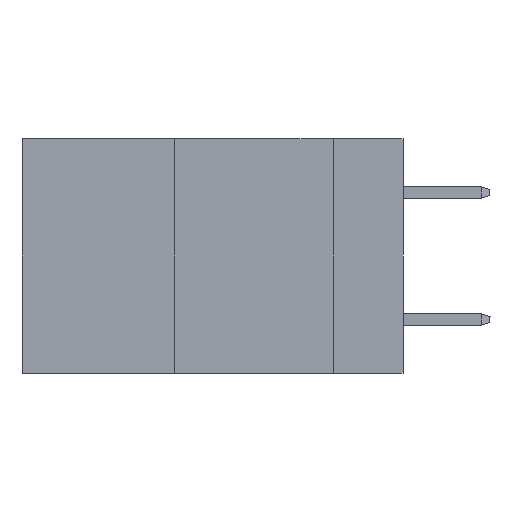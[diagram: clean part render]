
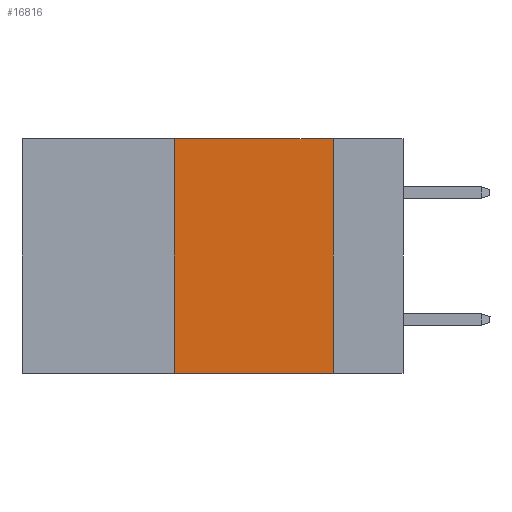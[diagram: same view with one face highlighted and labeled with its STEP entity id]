
A CAD part, left-side view. The second image highlights one B-rep face of the part: STEP entity #16816.
In plain terms, the highlighted planar face has unit normal (-1, 0, 0).
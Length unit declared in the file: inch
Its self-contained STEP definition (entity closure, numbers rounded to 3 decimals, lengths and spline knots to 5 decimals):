
#740 = PLANE ( 'NONE',  #2213 ) ;
#2213 = AXIS2_PLACEMENT_3D ( 'NONE', #17084, #6756, #14429 ) ;
#2256 = VECTOR ( 'NONE', #17155, 39.37008 ) ;
#2595 = VERTEX_POINT ( 'NONE', #16966 ) ;
#3205 = CARTESIAN_POINT ( 'NONE',  ( 0., 0.36, 0. ) ) ;
#3705 = VECTOR ( 'NONE', #5451, 39.37008 ) ;
#3995 = ORIENTED_EDGE ( 'NONE', *, *, #13042, .F. ) ;
#4279 = LINE ( 'NONE', #5862, #9129 ) ;
#5082 = FACE_OUTER_BOUND ( 'NONE', #5167, .T. ) ;
#5167 = EDGE_LOOP ( 'NONE', ( #9894, #3995, #18874, #17787 ) ) ;
#5451 = DIRECTION ( 'NONE',  ( 0., -1., 0. ) ) ;
#5862 = CARTESIAN_POINT ( 'NONE',  ( 0., 0.11, 0. ) ) ;
#6071 = VERTEX_POINT ( 'NONE', #17491 ) ;
#6306 = EDGE_CURVE ( 'NONE', #2595, #6790, #10724, .T. ) ;
#6756 = DIRECTION ( 'NONE',  ( 1., 0., 0. ) ) ;
#6790 = VERTEX_POINT ( 'NONE', #12322 ) ;
#8167 = CARTESIAN_POINT ( 'NONE',  ( 0., 0.11, 0. ) ) ;
#9129 = VECTOR ( 'NONE', #12143, 39.37008 ) ;
#9826 = CARTESIAN_POINT ( 'NONE',  ( 0., 0.6, -0.37 ) ) ;
#9894 = ORIENTED_EDGE ( 'NONE', *, *, #14012, .F. ) ;
#9941 = VERTEX_POINT ( 'NONE', #8167 ) ;
#10724 = LINE ( 'NONE', #3205, #12940 ) ;
#12143 = DIRECTION ( 'NONE',  ( 0., 0., -1. ) ) ;
#12322 = CARTESIAN_POINT ( 'NONE',  ( 0., 0.36, 0. ) ) ;
#12940 = VECTOR ( 'NONE', #18255, 39.37008 ) ;
#13042 = EDGE_CURVE ( 'NONE', #6790, #9941, #17333, .T. ) ;
#14012 = EDGE_CURVE ( 'NONE', #9941, #6071, #4279, .T. ) ;
#14212 = LINE ( 'NONE', #9826, #2256 ) ;
#14429 = DIRECTION ( 'NONE',  ( 0., 0., -1. ) ) ;
#16816 = ADVANCED_FACE ( 'NONE', ( #5082 ), #740, .F. ) ;
#16966 = CARTESIAN_POINT ( 'NONE',  ( 0., 0.36, -0.37 ) ) ;
#17084 = CARTESIAN_POINT ( 'NONE',  ( 0., 0.6, 0. ) ) ;
#17155 = DIRECTION ( 'NONE',  ( 0., -1., 0. ) ) ;
#17333 = LINE ( 'NONE', #18917, #3705 ) ;
#17491 = CARTESIAN_POINT ( 'NONE',  ( 0., 0.11, -0.37 ) ) ;
#17787 = ORIENTED_EDGE ( 'NONE', *, *, #18311, .T. ) ;
#18255 = DIRECTION ( 'NONE',  ( 0., 0., 1. ) ) ;
#18311 = EDGE_CURVE ( 'NONE', #2595, #6071, #14212, .T. ) ;
#18874 = ORIENTED_EDGE ( 'NONE', *, *, #6306, .F. ) ;
#18917 = CARTESIAN_POINT ( 'NONE',  ( 0., 0.6, 0. ) ) ;
